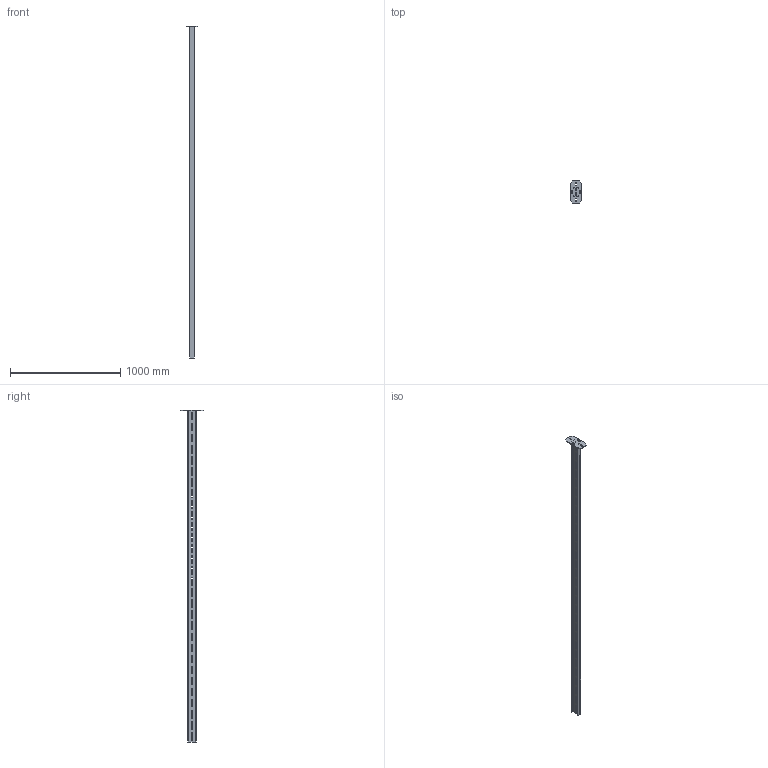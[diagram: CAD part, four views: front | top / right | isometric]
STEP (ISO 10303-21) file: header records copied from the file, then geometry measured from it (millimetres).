
FILE_DESCRIPTION((''),'2;1');
FILE_NAME('KTS_01_010-006_3-6361021_ASM','2013-04-29T',('AndreasKeweloh'),(''),'PRO/ENGINEER BY PARAMETRIC TECHNOLOGY CORPORATION, 2012360','PRO/ENGINEER BY PARAMETRIC TECHNOLOGY CORPORATION, 2012360','');
FILE_SCHEMA(('CONFIG_CONTROL_DESIGN'));
Length unit declared in the file: millimetre
Products named in the file (3): KTS_01_001-035-2000_L3796; KTS_02_020-001; KTS_01_010-006_3-6361021_ASM
Assembly tree (2 placements, depth 2):
  KTS_01_010-006_3-6361021_ASM
    KTS_01_001-035-2000_L3796
    KTS_02_020-001
Bounding box: 100 x 200 x 3006.5 mm (x, y, z)
Volume: 2271880.6 mm3; surface area: 911204.1 mm2
Topology: 2 solids, 2 shells, 292 faces, 867 edges, 579 vertices
Faces by surface type: plane 152, cylinder 140
Entity records: 10082 total; most frequent: DIRECTION 1744, CARTESIAN_POINT 1743, ORIENTED_EDGE 1734, EDGE_CURVE 867, VECTOR 584, LINE 584, AXIS2_PLACEMENT_3D 580, VERTEX_POINT 579
